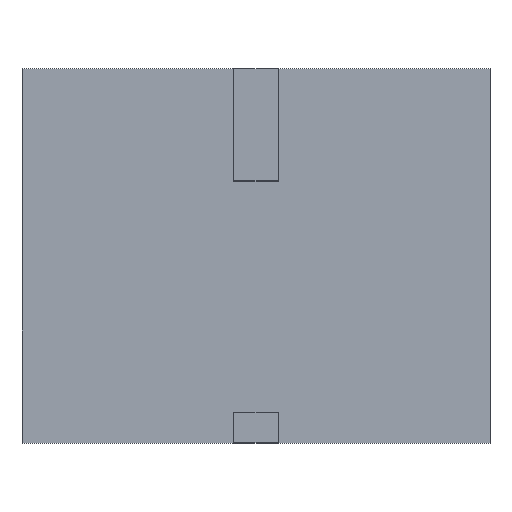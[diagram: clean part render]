
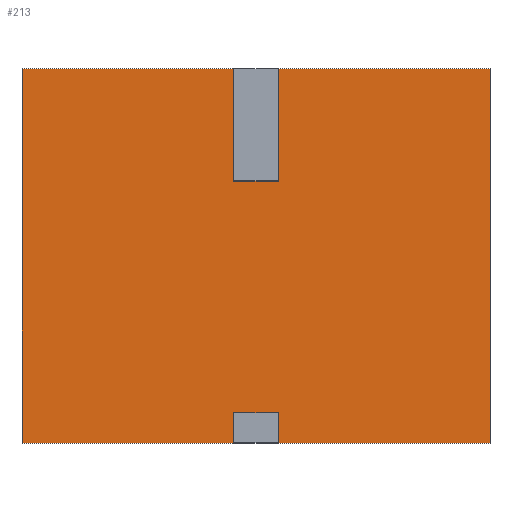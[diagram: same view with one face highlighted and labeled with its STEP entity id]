
A CAD part, top view. The second image highlights one B-rep face of the part: STEP entity #213.
In plain terms, the highlighted planar face has unit normal (0, 0, 1).
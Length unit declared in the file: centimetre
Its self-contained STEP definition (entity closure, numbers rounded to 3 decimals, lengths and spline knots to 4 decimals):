
#41=FACE_OUTER_BOUND('',#53,.T.);
#53=EDGE_LOOP('',(#156,#157,#158,#159));
#68=LINE('',#324,#92);
#69=LINE('',#326,#93);
#70=LINE('',#328,#94);
#71=LINE('',#329,#95);
#92=VECTOR('',#258,1.);
#93=VECTOR('',#259,1.);
#94=VECTOR('',#260,1.);
#95=VECTOR('',#261,1.);
#116=VERTEX_POINT('',#322);
#117=VERTEX_POINT('',#323);
#118=VERTEX_POINT('',#325);
#119=VERTEX_POINT('',#327);
#132=EDGE_CURVE('',#116,#117,#68,.T.);
#133=EDGE_CURVE('',#117,#118,#69,.T.);
#134=EDGE_CURVE('',#118,#119,#70,.T.);
#135=EDGE_CURVE('',#119,#116,#71,.T.);
#156=ORIENTED_EDGE('',*,*,#132,.T.);
#157=ORIENTED_EDGE('',*,*,#133,.T.);
#158=ORIENTED_EDGE('',*,*,#134,.T.);
#159=ORIENTED_EDGE('',*,*,#135,.T.);
#201=PLANE('',#229);
#213=ADVANCED_FACE('',(#41),#201,.F.);
#229=AXIS2_PLACEMENT_3D('',#321,#256,#257);
#256=DIRECTION('center_axis',(0.,0.,-1.));
#257=DIRECTION('ref_axis',(0.,-1.,0.));
#258=DIRECTION('',(1.,0.,0.));
#259=DIRECTION('',(0.,1.,0.));
#260=DIRECTION('',(-1.,0.,0.));
#261=DIRECTION('',(0.,-1.,0.));
#321=CARTESIAN_POINT('Origin',(31.25,25.,0.));
#322=CARTESIAN_POINT('',(0.,0.,0.));
#323=CARTESIAN_POINT('',(62.5,0.,0.));
#324=CARTESIAN_POINT('',(31.25,0.,0.));
#325=CARTESIAN_POINT('',(62.5,50.,0.));
#326=CARTESIAN_POINT('',(62.5,25.,0.));
#327=CARTESIAN_POINT('',(0.,50.,0.));
#328=CARTESIAN_POINT('',(31.25,50.,0.));
#329=CARTESIAN_POINT('',(0.,25.,0.));
